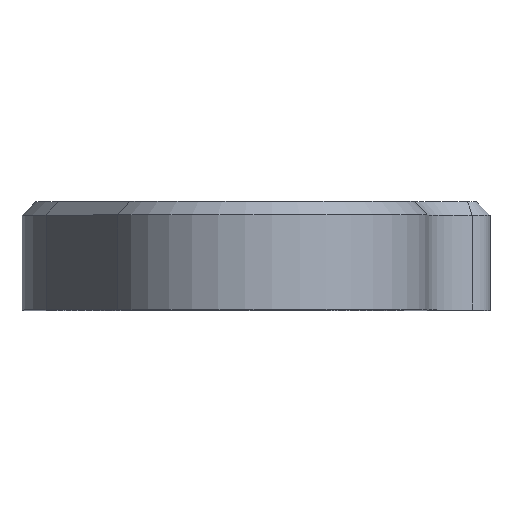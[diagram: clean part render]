
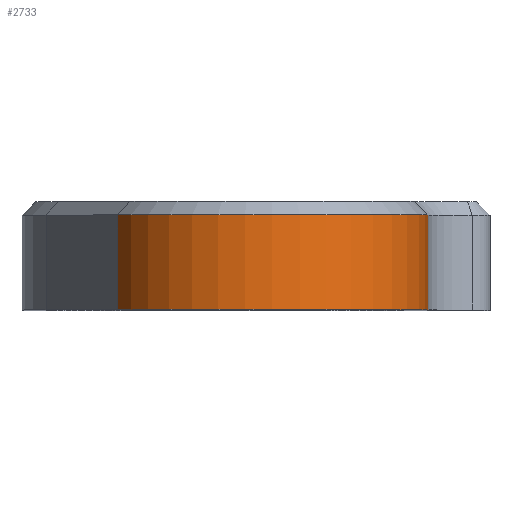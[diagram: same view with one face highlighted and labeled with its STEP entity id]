
A CAD part, top view. The second image highlights one B-rep face of the part: STEP entity #2733.
In plain terms, the highlighted cylindrical face has radius 12 mm (diameter 24 mm), a partial arc.
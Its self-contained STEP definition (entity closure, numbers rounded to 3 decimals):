
#66=CYLINDRICAL_SURFACE('',#2991,12.);
#214=FACE_OUTER_BOUND('',#371,.T.);
#371=EDGE_LOOP('',(#2477,#2478,#2479,#2480));
#430=CIRCLE('',#2854,12.);
#442=CIRCLE('',#2884,12.);
#658=LINE('',#4315,#944);
#765=LINE('',#4580,#1051);
#944=VECTOR('',#3506,10.);
#1051=VECTOR('',#3789,10.);
#1174=VERTEX_POINT('',#4156);
#1175=VERTEX_POINT('',#4160);
#1193=VERTEX_POINT('',#4232);
#1194=VERTEX_POINT('',#4234);
#1484=EDGE_CURVE('',#1175,#1174,#430,.T.);
#1520=EDGE_CURVE('',#1193,#1194,#442,.T.);
#1560=EDGE_CURVE('',#1174,#1193,#658,.T.);
#1692=EDGE_CURVE('',#1175,#1194,#765,.T.);
#2477=ORIENTED_EDGE('',*,*,#1484,.F.);
#2478=ORIENTED_EDGE('',*,*,#1692,.T.);
#2479=ORIENTED_EDGE('',*,*,#1520,.F.);
#2480=ORIENTED_EDGE('',*,*,#1560,.F.);
#2733=ADVANCED_FACE('',(#214),#66,.T.);
#2854=AXIS2_PLACEMENT_3D('',#4162,#3357,#3358);
#2884=AXIS2_PLACEMENT_3D('',#4235,#3441,#3442);
#2991=AXIS2_PLACEMENT_3D('',#4581,#3790,#3791);
#3357=DIRECTION('center_axis',(0.,1.,0.));
#3358=DIRECTION('ref_axis',(-0.911,0.,0.412));
#3441=DIRECTION('center_axis',(0.,-1.,0.));
#3442=DIRECTION('ref_axis',(-0.911,0.,0.412));
#3506=DIRECTION('',(0.,-1.,0.));
#3789=DIRECTION('',(0.,-1.,0.));
#3790=DIRECTION('center_axis',(0.,-1.,0.));
#3791=DIRECTION('ref_axis',(-0.911,0.,0.412));
#4156=CARTESIAN_POINT('',(30.,-1.,45.));
#4160=CARTESIAN_POINT('',(7.065,-1.,49.942));
#4162=CARTESIAN_POINT('Origin',(18.,-1.,45.));
#4232=CARTESIAN_POINT('',(30.,-8.,45.));
#4234=CARTESIAN_POINT('',(7.065,-8.,49.942));
#4235=CARTESIAN_POINT('Origin',(18.,-8.,45.));
#4315=CARTESIAN_POINT('',(30.,0.,45.));
#4580=CARTESIAN_POINT('',(7.065,0.,49.942));
#4581=CARTESIAN_POINT('Origin',(18.,0.,45.));
